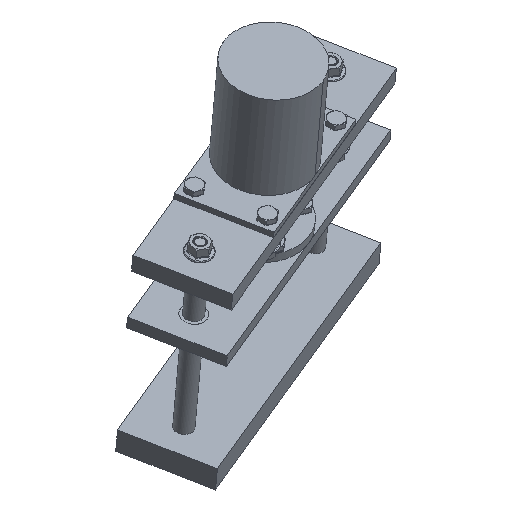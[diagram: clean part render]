
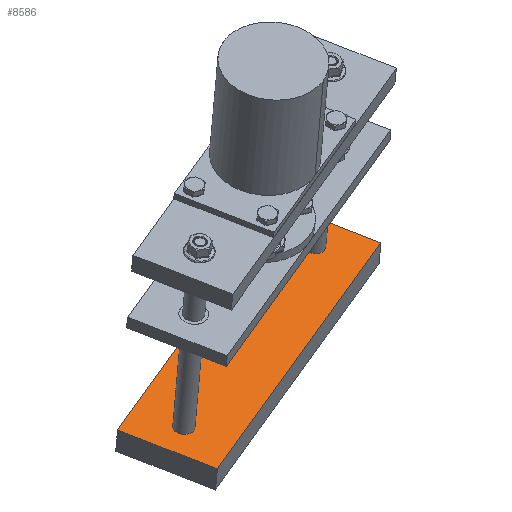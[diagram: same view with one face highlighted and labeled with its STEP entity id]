
A CAD part, isometric view. The second image highlights one B-rep face of the part: STEP entity #8586.
In plain terms, the highlighted free-form (B-spline) face has degree [1, 1] with [2, 2] control points.
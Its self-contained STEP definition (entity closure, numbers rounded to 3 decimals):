
#8385 = VERTEX_POINT('',#8386);
#8386 = CARTESIAN_POINT('',(-819.362,-317.898,
    135.267));
#8391 = EDGE_CURVE('',#8392,#8385,#8394,.T.);
#8392 = VERTEX_POINT('',#8393);
#8393 = CARTESIAN_POINT('',(-839.942,-324.855,
    132.735));
#8394 = ( BOUNDED_CURVE() B_SPLINE_CURVE(2,(#8395,#8396,#8397,#8398,
#8399),.UNSPECIFIED.,.F.,.F.) B_SPLINE_CURVE_WITH_KNOTS((3,2,3),(
    3.142,4.712,6.283),
.PIECEWISE_BEZIER_KNOTS.) CURVE() GEOMETRIC_REPRESENTATION_ITEM() 
RATIONAL_B_SPLINE_CURVE((1.,0.707,1.,0.707,1.)) 
REPRESENTATION_ITEM('') );
#8395 = CARTESIAN_POINT('',(-839.942,-324.855,
    132.735));
#8396 = CARTESIAN_POINT('',(-836.317,-335.08,
    131.361));
#8397 = CARTESIAN_POINT('',(-826.027,-331.602,
    132.626));
#8398 = CARTESIAN_POINT('',(-815.737,-328.123,
    133.892));
#8399 = CARTESIAN_POINT('',(-819.362,-317.898,
    135.267));
#8433 = VERTEX_POINT('',#8434);
#8434 = CARTESIAN_POINT('',(-407.754,-178.767,
    185.901));
#8439 = EDGE_CURVE('',#8440,#8433,#8442,.T.);
#8440 = VERTEX_POINT('',#8441);
#8441 = CARTESIAN_POINT('',(-428.335,-185.724,
    183.369));
#8442 = ( BOUNDED_CURVE() B_SPLINE_CURVE(2,(#8443,#8444,#8445,#8446,
#8447),.UNSPECIFIED.,.F.,.F.) B_SPLINE_CURVE_WITH_KNOTS((3,2,3),(0.,
1.571,3.142),.PIECEWISE_BEZIER_KNOTS.) CURVE() 
GEOMETRIC_REPRESENTATION_ITEM() RATIONAL_B_SPLINE_CURVE((1.,
0.707,1.,0.707,1.)) REPRESENTATION_ITEM('') );
#8443 = CARTESIAN_POINT('',(-428.335,-185.724,
    183.369));
#8444 = CARTESIAN_POINT('',(-424.709,-195.949,
    181.994));
#8445 = CARTESIAN_POINT('',(-414.419,-192.47,
    183.26));
#8446 = CARTESIAN_POINT('',(-404.129,-188.992,
    184.526));
#8447 = CARTESIAN_POINT('',(-407.754,-178.767,
    185.901));
#8488 = VERTEX_POINT('',#8489);
#8489 = CARTESIAN_POINT('',(-393.784,-88.165,
    201.276));
#8494 = EDGE_CURVE('',#8495,#8488,#8497,.T.);
#8495 = VERTEX_POINT('',#8496);
#8496 = CARTESIAN_POINT('',(-339.403,-241.543,
    180.653));
#8497 = B_SPLINE_CURVE_WITH_KNOTS('',1,(#8498,#8499),.UNSPECIFIED.,.F.,
  .F.,(2,2),(0.,150.),.PIECEWISE_BEZIER_KNOTS.);
#8498 = CARTESIAN_POINT('',(-339.403,-241.543,
    180.653));
#8499 = CARTESIAN_POINT('',(-393.784,-88.165,
    201.276));
#8522 = VERTEX_POINT('',#8523);
#8523 = CARTESIAN_POINT('',(-908.294,-262.079,
    137.984));
#8528 = EDGE_CURVE('',#8488,#8522,#8529,.T.);
#8529 = B_SPLINE_CURVE_WITH_KNOTS('',1,(#8530,#8531),.UNSPECIFIED.,.F.,
  .F.,(2,2),(-500.,-0.),.PIECEWISE_BEZIER_KNOTS.);
#8530 = CARTESIAN_POINT('',(-393.784,-88.165,
    201.276));
#8531 = CARTESIAN_POINT('',(-908.294,-262.079,
    137.984));
#8550 = VERTEX_POINT('',#8551);
#8551 = CARTESIAN_POINT('',(-853.912,-415.457,
    117.36));
#8556 = EDGE_CURVE('',#8522,#8550,#8557,.T.);
#8557 = B_SPLINE_CURVE_WITH_KNOTS('',1,(#8558,#8559),.UNSPECIFIED.,.F.,
  .F.,(2,2),(-150.,-0.),.PIECEWISE_BEZIER_KNOTS.);
#8558 = CARTESIAN_POINT('',(-908.294,-262.079,
    137.984));
#8559 = CARTESIAN_POINT('',(-853.912,-415.457,
    117.36));
#8576 = EDGE_CURVE('',#8550,#8495,#8577,.T.);
#8577 = B_SPLINE_CURVE_WITH_KNOTS('',1,(#8578,#8579),.UNSPECIFIED.,.F.,
  .F.,(2,2),(0.,500.),.PIECEWISE_BEZIER_KNOTS.);
#8578 = CARTESIAN_POINT('',(-853.912,-415.457,
    117.36));
#8579 = CARTESIAN_POINT('',(-339.403,-241.543,
    180.653));
#8586 = ADVANCED_FACE('',(#8587,#8598,#8609),#8615,.F.);
#8587 = FACE_BOUND('',#8588,.T.);
#8588 = EDGE_LOOP('',(#8589,#8597));
#8589 = ORIENTED_EDGE('',*,*,#8590,.F.);
#8590 = EDGE_CURVE('',#8385,#8392,#8591,.T.);
#8591 = ( BOUNDED_CURVE() B_SPLINE_CURVE(2,(#8592,#8593,#8594,#8595,
#8596),.UNSPECIFIED.,.F.,.F.) B_SPLINE_CURVE_WITH_KNOTS((3,2,3),(0.,
1.571,3.142),.PIECEWISE_BEZIER_KNOTS.) CURVE() 
GEOMETRIC_REPRESENTATION_ITEM() RATIONAL_B_SPLINE_CURVE((1.,
0.707,1.,0.707,1.)) REPRESENTATION_ITEM('') );
#8592 = CARTESIAN_POINT('',(-819.362,-317.898,
    135.267));
#8593 = CARTESIAN_POINT('',(-822.987,-307.673,
    136.642));
#8594 = CARTESIAN_POINT('',(-833.278,-311.151,
    135.376));
#8595 = CARTESIAN_POINT('',(-843.568,-314.63,
    134.11));
#8596 = CARTESIAN_POINT('',(-839.942,-324.855,
    132.735));
#8597 = ORIENTED_EDGE('',*,*,#8391,.F.);
#8598 = FACE_BOUND('',#8599,.T.);
#8599 = EDGE_LOOP('',(#8600,#8608));
#8600 = ORIENTED_EDGE('',*,*,#8601,.F.);
#8601 = EDGE_CURVE('',#8433,#8440,#8602,.T.);
#8602 = ( BOUNDED_CURVE() B_SPLINE_CURVE(2,(#8603,#8604,#8605,#8606,
#8607),.UNSPECIFIED.,.F.,.F.) B_SPLINE_CURVE_WITH_KNOTS((3,2,3),(
    3.142,4.712,6.283),
.PIECEWISE_BEZIER_KNOTS.) CURVE() GEOMETRIC_REPRESENTATION_ITEM() 
RATIONAL_B_SPLINE_CURVE((1.,0.707,1.,0.707,1.)) 
REPRESENTATION_ITEM('') );
#8603 = CARTESIAN_POINT('',(-407.754,-178.767,
    185.901));
#8604 = CARTESIAN_POINT('',(-411.38,-168.542,
    187.276));
#8605 = CARTESIAN_POINT('',(-421.67,-172.02,
    186.01));
#8606 = CARTESIAN_POINT('',(-431.96,-175.498,
    184.744));
#8607 = CARTESIAN_POINT('',(-428.335,-185.724,
    183.369));
#8608 = ORIENTED_EDGE('',*,*,#8439,.F.);
#8609 = FACE_BOUND('',#8610,.T.);
#8610 = EDGE_LOOP('',(#8611,#8612,#8613,#8614));
#8611 = ORIENTED_EDGE('',*,*,#8494,.T.);
#8612 = ORIENTED_EDGE('',*,*,#8528,.T.);
#8613 = ORIENTED_EDGE('',*,*,#8556,.T.);
#8614 = ORIENTED_EDGE('',*,*,#8576,.T.);
#8615 = B_SPLINE_SURFACE_WITH_KNOTS('',1,1,(
    (#8616,#8617)
    ,(#8618,#8619
    )),.UNSPECIFIED.,.F.,.F.,.F.,(2,2),(2,2),(-250.,250.),(-75.,75.),
  .PIECEWISE_BEZIER_KNOTS.);
#8616 = CARTESIAN_POINT('',(-339.403,-241.543,
    180.653));
#8617 = CARTESIAN_POINT('',(-393.784,-88.165,
    201.276));
#8618 = CARTESIAN_POINT('',(-853.912,-415.457,
    117.36));
#8619 = CARTESIAN_POINT('',(-908.294,-262.079,
    137.984));
